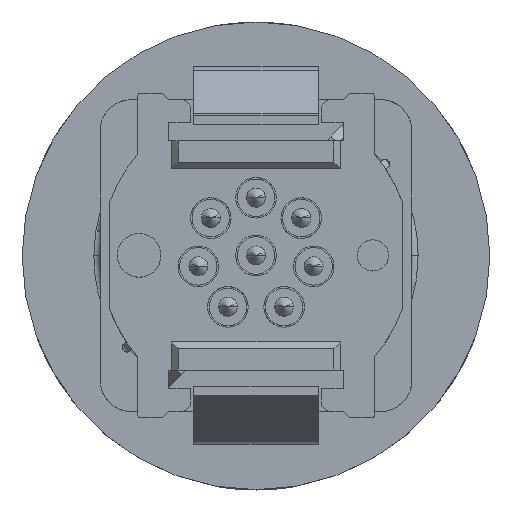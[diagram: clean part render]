
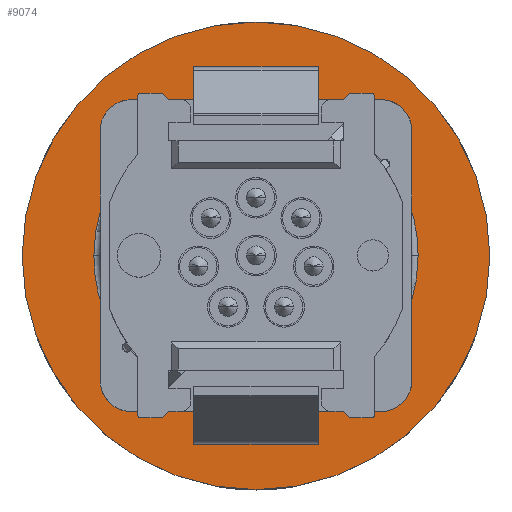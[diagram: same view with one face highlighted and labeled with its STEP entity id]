
A CAD part, top view. The second image highlights one B-rep face of the part: STEP entity #9074.
In plain terms, the highlighted planar face has unit normal (0, 0, 1).
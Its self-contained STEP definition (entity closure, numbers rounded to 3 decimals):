
#8955=AXIS2_PLACEMENT_3D('Circle Axis2P3D',#8953,#8954,$) ;
#8979=AXIS2_PLACEMENT_3D('Circle Axis2P3D',#8977,#8978,$) ;
#8992=AXIS2_PLACEMENT_3D('Plane Axis2P3D',#8989,#8990,#8991) ;
#8950=CARTESIAN_POINT('Vertex',(7.5,15.,9.)) ;
#8953=CARTESIAN_POINT('Axis2P3D Location',(7.5,7.5,9.)) ;
#8957=CARTESIAN_POINT('Vertex',(7.5,0.,9.)) ;
#8977=CARTESIAN_POINT('Axis2P3D Location',(7.5,7.5,9.)) ;
#8989=CARTESIAN_POINT('Axis2P3D Location',(7.5,13.85,9.)) ;
#8999=CARTESIAN_POINT('Control Point',(7.5,12.7,9.)) ;
#9000=CARTESIAN_POINT('Control Point',(8.059,12.7,9.)) ;
#9001=CARTESIAN_POINT('Control Point',(8.617,12.625,9.)) ;
#9002=CARTESIAN_POINT('Control Point',(9.162,12.475,9.)) ;
#9003=CARTESIAN_POINT('Control Point',(10.199,12.032,9.)) ;
#9004=CARTESIAN_POINT('Control Point',(11.082,11.332,9.)) ;
#9005=CARTESIAN_POINT('Control Point',(11.474,10.924,9.)) ;
#9006=CARTESIAN_POINT('Control Point',(12.113,10.048,9.)) ;
#9007=CARTESIAN_POINT('Control Point',(12.508,9.039,9.)) ;
#9008=CARTESIAN_POINT('Control Point',(12.636,8.533,9.)) ;
#9009=CARTESIAN_POINT('Control Point',(12.7,8.016,9.)) ;
#9010=CARTESIAN_POINT('Control Point',(12.7,7.5,9.)) ;
#9011=CARTESIAN_POINT('Vertex',(7.5,12.7,9.)) ;
#9013=CARTESIAN_POINT('Vertex',(12.7,7.5,9.)) ;
#9017=CARTESIAN_POINT('Control Point',(12.7,7.5,9.)) ;
#9018=CARTESIAN_POINT('Control Point',(12.7,7.458,9.)) ;
#9019=CARTESIAN_POINT('Control Point',(12.7,7.416,9.)) ;
#9020=CARTESIAN_POINT('Control Point',(12.699,7.374,9.)) ;
#9021=CARTESIAN_POINT('Control Point',(12.68,6.773,9.)) ;
#9022=CARTESIAN_POINT('Control Point',(12.576,6.176,9.)) ;
#9023=CARTESIAN_POINT('Control Point',(12.404,5.638,9.)) ;
#9024=CARTESIAN_POINT('Control Point',(11.919,4.62,9.)) ;
#9025=CARTESIAN_POINT('Control Point',(11.184,3.766,9.)) ;
#9026=CARTESIAN_POINT('Control Point',(10.76,3.391,9.)) ;
#9027=CARTESIAN_POINT('Control Point',(9.894,2.812,9.)) ;
#9028=CARTESIAN_POINT('Control Point',(8.915,2.462,9.)) ;
#9029=CARTESIAN_POINT('Control Point',(8.449,2.354,9.)) ;
#9030=CARTESIAN_POINT('Control Point',(7.974,2.3,9.)) ;
#9031=CARTESIAN_POINT('Control Point',(7.5,2.3,9.)) ;
#9032=CARTESIAN_POINT('Vertex',(7.5,2.3,9.)) ;
#9036=CARTESIAN_POINT('Control Point',(7.5,2.3,9.)) ;
#9037=CARTESIAN_POINT('Control Point',(6.941,2.3,9.)) ;
#9038=CARTESIAN_POINT('Control Point',(6.383,2.375,9.)) ;
#9039=CARTESIAN_POINT('Control Point',(5.838,2.525,9.)) ;
#9040=CARTESIAN_POINT('Control Point',(4.801,2.968,9.)) ;
#9041=CARTESIAN_POINT('Control Point',(3.918,3.668,9.)) ;
#9042=CARTESIAN_POINT('Control Point',(3.526,4.076,9.)) ;
#9043=CARTESIAN_POINT('Control Point',(2.887,4.952,9.)) ;
#9044=CARTESIAN_POINT('Control Point',(2.492,5.961,9.)) ;
#9045=CARTESIAN_POINT('Control Point',(2.364,6.467,9.)) ;
#9046=CARTESIAN_POINT('Control Point',(2.3,6.984,9.)) ;
#9047=CARTESIAN_POINT('Control Point',(2.3,7.5,9.)) ;
#9048=CARTESIAN_POINT('Vertex',(2.3,7.5,9.)) ;
#9052=CARTESIAN_POINT('Control Point',(2.3,7.5,9.)) ;
#9053=CARTESIAN_POINT('Control Point',(2.3,7.542,9.)) ;
#9054=CARTESIAN_POINT('Control Point',(2.3,7.584,9.)) ;
#9055=CARTESIAN_POINT('Control Point',(2.301,7.626,9.)) ;
#9056=CARTESIAN_POINT('Control Point',(2.32,8.227,9.)) ;
#9057=CARTESIAN_POINT('Control Point',(2.424,8.824,9.)) ;
#9058=CARTESIAN_POINT('Control Point',(2.596,9.362,9.)) ;
#9059=CARTESIAN_POINT('Control Point',(3.081,10.38,9.)) ;
#9060=CARTESIAN_POINT('Control Point',(3.816,11.234,9.)) ;
#9061=CARTESIAN_POINT('Control Point',(4.24,11.609,9.)) ;
#9062=CARTESIAN_POINT('Control Point',(5.106,12.188,9.)) ;
#9063=CARTESIAN_POINT('Control Point',(6.085,12.538,9.)) ;
#9064=CARTESIAN_POINT('Control Point',(6.551,12.646,9.)) ;
#9065=CARTESIAN_POINT('Control Point',(7.026,12.7,9.)) ;
#9066=CARTESIAN_POINT('Control Point',(7.5,12.7,9.)) ;
#8954=DIRECTION('Axis2P3D Direction',(0.,0.,-1.)) ;
#8978=DIRECTION('Axis2P3D Direction',(0.,0.,-1.)) ;
#8990=DIRECTION('Axis2P3D Direction',(0.,0.,1.)) ;
#8991=DIRECTION('Axis2P3D XDirection',(-1.,0.,0.)) ;
#8995=ORIENTED_EDGE('',*,*,#8981,.F.) ;
#8996=ORIENTED_EDGE('',*,*,#8959,.F.) ;
#9069=ORIENTED_EDGE('',*,*,#9015,.T.) ;
#9070=ORIENTED_EDGE('',*,*,#9034,.T.) ;
#9071=ORIENTED_EDGE('',*,*,#9050,.T.) ;
#9072=ORIENTED_EDGE('',*,*,#9067,.T.) ;
#9073=FACE_BOUND('',#9068,.T.) ;
#9074=ADVANCED_FACE('V2',(#8997,#9073),#8993,.T.) ;
#8998=B_SPLINE_CURVE_WITH_KNOTS('',5,(#8999,#9000,#9001,#9002,#9003,#9004,#9005,#9006,#9007,#9008,#9009,#9010),.UNSPECIFIED.,.F.,.U.,(6,3,3,6),(0.,3.95,7.899,11.551),.UNSPECIFIED.) ;
#9016=B_SPLINE_CURVE_WITH_KNOTS('',5,(#9017,#9018,#9019,#9020,#9021,#9022,#9023,#9024,#9025,#9026,#9027,#9028,#9029,#9030,#9031),.UNSPECIFIED.,.F.,.U.,(6,3,3,3,6),(11.551,11.849,15.798,19.748,23.103),.UNSPECIFIED.) ;
#9035=B_SPLINE_CURVE_WITH_KNOTS('',5,(#9036,#9037,#9038,#9039,#9040,#9041,#9042,#9043,#9044,#9045,#9046,#9047),.UNSPECIFIED.,.F.,.U.,(6,3,3,6),(0.,3.95,7.899,11.551),.UNSPECIFIED.) ;
#9051=B_SPLINE_CURVE_WITH_KNOTS('',5,(#9052,#9053,#9054,#9055,#9056,#9057,#9058,#9059,#9060,#9061,#9062,#9063,#9064,#9065,#9066),.UNSPECIFIED.,.F.,.U.,(6,3,3,3,6),(11.551,11.849,15.798,19.748,23.103),.UNSPECIFIED.) ;
#8956=CIRCLE('generated circle',#8955,7.5) ;
#8980=CIRCLE('generated circle',#8979,7.5) ;
#8959=EDGE_CURVE('',#8951,#8958,#8956,.T.) ;
#8981=EDGE_CURVE('',#8958,#8951,#8980,.T.) ;
#9015=EDGE_CURVE('',#9012,#9014,#8998,.T.) ;
#9034=EDGE_CURVE('',#9014,#9033,#9016,.T.) ;
#9050=EDGE_CURVE('',#9033,#9049,#9035,.T.) ;
#9067=EDGE_CURVE('',#9049,#9012,#9051,.T.) ;
#8994=EDGE_LOOP('',(#8995,#8996)) ;
#9068=EDGE_LOOP('',(#9069,#9070,#9071,#9072)) ;
#8997=FACE_OUTER_BOUND('',#8994,.T.) ;
#8993=PLANE('',#8992) ;
#8951=VERTEX_POINT('',#8950) ;
#8958=VERTEX_POINT('',#8957) ;
#9012=VERTEX_POINT('',#9011) ;
#9014=VERTEX_POINT('',#9013) ;
#9033=VERTEX_POINT('',#9032) ;
#9049=VERTEX_POINT('',#9048) ;
